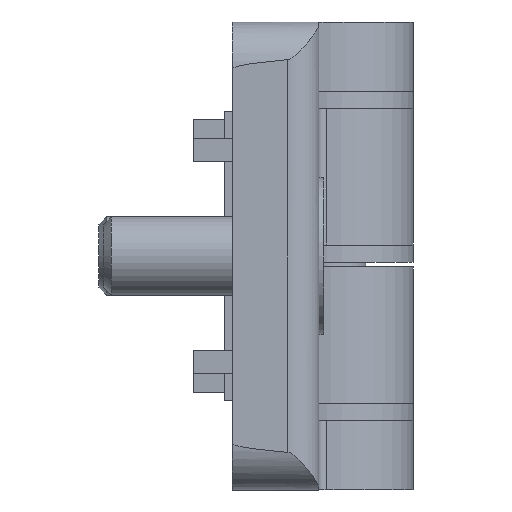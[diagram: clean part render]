
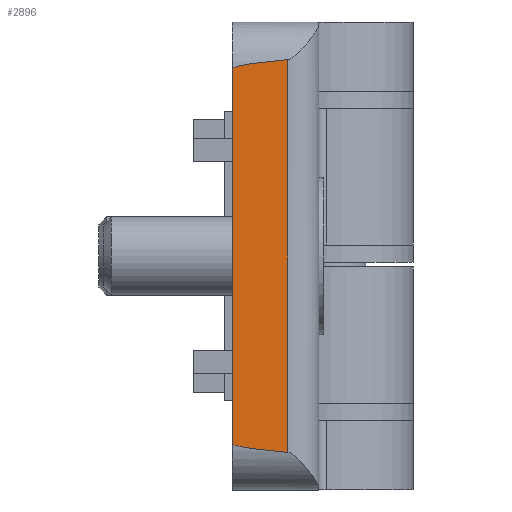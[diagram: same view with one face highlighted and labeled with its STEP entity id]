
A CAD part, left-side view. The second image highlights one B-rep face of the part: STEP entity #2896.
In plain terms, the highlighted planar face has unit normal (-1, -0.018, 0).
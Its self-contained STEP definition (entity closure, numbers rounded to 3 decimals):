
#108=ELLIPSE('',#3267,171.896,3.);
#109=ELLIPSE('',#3269,171.896,3.);
#386=FACE_OUTER_BOUND('',#556,.T.);
#556=EDGE_LOOP('',(#2067,#2068,#2069,#2070));
#762=LINE('',#4706,#1016);
#763=LINE('',#4707,#1017);
#1016=VECTOR('',#3730,1.);
#1017=VECTOR('',#3731,1.);
#1278=VERTEX_POINT('',#4643);
#1279=VERTEX_POINT('',#4667);
#1280=VERTEX_POINT('',#4671);
#1281=VERTEX_POINT('',#4672);
#1578=EDGE_CURVE('',#1278,#1279,#108,.T.);
#1579=EDGE_CURVE('',#1280,#1281,#109,.T.);
#1586=EDGE_CURVE('',#1279,#1280,#762,.T.);
#1587=EDGE_CURVE('',#1278,#1281,#763,.T.);
#2067=ORIENTED_EDGE('',*,*,#1578,.T.);
#2068=ORIENTED_EDGE('',*,*,#1586,.T.);
#2069=ORIENTED_EDGE('',*,*,#1579,.T.);
#2070=ORIENTED_EDGE('',*,*,#1587,.F.);
#2784=PLANE('',#3273);
#2896=ADVANCED_FACE('',(#386),#2784,.T.);
#3267=AXIS2_PLACEMENT_3D('',#4669,#3713,#3714);
#3269=AXIS2_PLACEMENT_3D('',#4673,#3717,#3718);
#3273=AXIS2_PLACEMENT_3D('',#4705,#3728,#3729);
#3713=DIRECTION('center_axis',(-1.,-0.017,0.));
#3714=DIRECTION('ref_axis',(0.017,-1.,0.));
#3717=DIRECTION('center_axis',(-1.,-0.017,0.));
#3718=DIRECTION('ref_axis',(-0.017,1.,0.));
#3728=DIRECTION('center_axis',(-1.,-0.017,0.));
#3729=DIRECTION('ref_axis',(0.,0.,-1.));
#3730=DIRECTION('',(0.,0.,-1.));
#3731=DIRECTION('',(0.,0.,-1.));
#4643=CARTESIAN_POINT('',(-10.038,-3.535,12.505));
#4667=CARTESIAN_POINT('',(-10.1,0.,11.9));
#4669=CARTESIAN_POINT('Origin',(-7.1,-171.87,11.9));
#4671=CARTESIAN_POINT('',(-10.1,0.,-11.9));
#4672=CARTESIAN_POINT('',(-10.038,-3.535,-12.505));
#4673=CARTESIAN_POINT('Origin',(-7.1,-171.87,-11.9));
#4705=CARTESIAN_POINT('Origin',(-10.1,0.,14.9));
#4706=CARTESIAN_POINT('',(-10.1,0.,14.9));
#4707=CARTESIAN_POINT('',(-10.038,-3.535,14.9));
